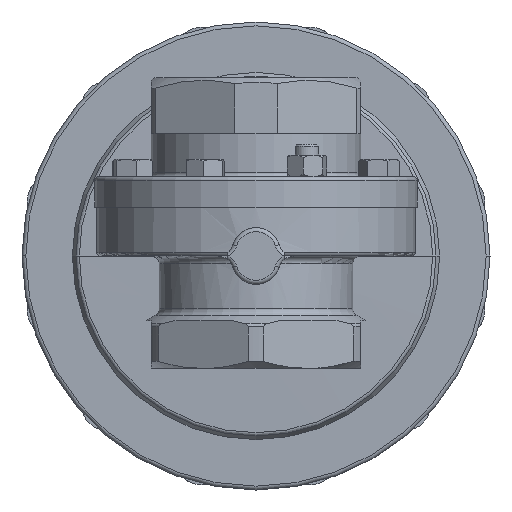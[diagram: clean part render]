
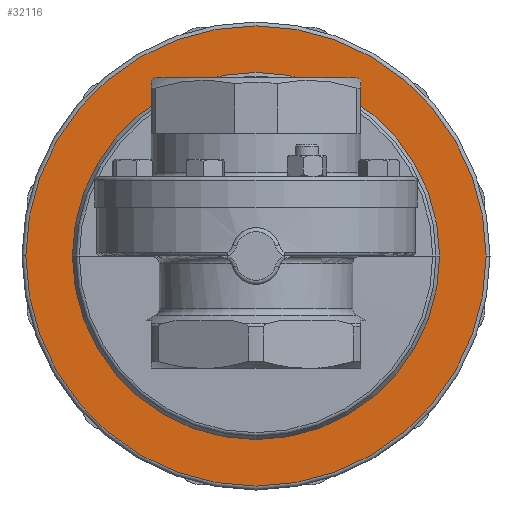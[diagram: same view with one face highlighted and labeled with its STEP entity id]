
A CAD part, front view. The second image highlights one B-rep face of the part: STEP entity #32116.
In plain terms, the highlighted planar face has unit normal (0, -1, 0).
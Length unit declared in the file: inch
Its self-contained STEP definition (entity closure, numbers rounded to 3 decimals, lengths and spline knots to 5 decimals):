
#293 = EDGE_CURVE ( 'NONE', #2392, #28149, #18638, .T. ) ;
#330 = AXIS2_PLACEMENT_3D ( 'NONE', #31773, #15890, #18635 ) ;
#2392 = VERTEX_POINT ( 'NONE', #26127 ) ;
#3283 = ORIENTED_EDGE ( 'NONE', *, *, #20679, .F. ) ;
#4348 = EDGE_LOOP ( 'NONE', ( #13322, #3283 ) ) ;
#7792 = CARTESIAN_POINT ( 'NONE',  ( 2.8435, 2.65, 0. ) ) ;
#10904 = ORIENTED_EDGE ( 'NONE', *, *, #11252, .T. ) ;
#11252 = EDGE_CURVE ( 'NONE', #28149, #2392, #17548, .T. ) ;
#11757 = CARTESIAN_POINT ( 'NONE',  ( 0., 2.65, 0. ) ) ;
#12278 = PLANE ( 'NONE',  #19230 ) ;
#12397 = DIRECTION ( 'NONE',  ( -1., 0., 0. ) ) ;
#13032 = AXIS2_PLACEMENT_3D ( 'NONE', #28085, #33699, #31070 ) ;
#13322 = ORIENTED_EDGE ( 'NONE', *, *, #25756, .F. ) ;
#14478 = VERTEX_POINT ( 'NONE', #25089 ) ;
#15012 = CARTESIAN_POINT ( 'NONE',  ( 0., 2.65, -2.8435 ) ) ;
#15295 = DIRECTION ( 'NONE',  ( 0., -1., 0. ) ) ;
#15890 = DIRECTION ( 'NONE',  ( 0., -1., 0. ) ) ;
#16828 = ORIENTED_EDGE ( 'NONE', *, *, #293, .T. ) ;
#17548 = CIRCLE ( 'NONE', #13032, 3.565 ) ;
#18635 = DIRECTION ( 'NONE',  ( -1., 0., 0. ) ) ;
#18638 = CIRCLE ( 'NONE', #330, 3.565 ) ;
#18860 = DIRECTION ( 'NONE',  ( -1., 0., 0. ) ) ;
#19230 = AXIS2_PLACEMENT_3D ( 'NONE', #15012, #27900, #12397 ) ;
#20679 = EDGE_CURVE ( 'NONE', #14478, #28516, #29146, .T. ) ;
#22117 = FACE_OUTER_BOUND ( 'NONE', #30527, .T. ) ;
#24479 = AXIS2_PLACEMENT_3D ( 'NONE', #27067, #31774, #18860 ) ;
#25074 = CARTESIAN_POINT ( 'NONE',  ( 3.565, 2.65, 0. ) ) ;
#25089 = CARTESIAN_POINT ( 'NONE',  ( -2.8435, 2.65, 0. ) ) ;
#25756 = EDGE_CURVE ( 'NONE', #28516, #14478, #33038, .T. ) ;
#26127 = CARTESIAN_POINT ( 'NONE',  ( -3.565, 2.65, 0. ) ) ;
#27067 = CARTESIAN_POINT ( 'NONE',  ( 0., 2.65, 0. ) ) ;
#27900 = DIRECTION ( 'NONE',  ( 0., -1., 0. ) ) ;
#28085 = CARTESIAN_POINT ( 'NONE',  ( 0., 2.65, 0. ) ) ;
#28149 = VERTEX_POINT ( 'NONE', #25074 ) ;
#28516 = VERTEX_POINT ( 'NONE', #7792 ) ;
#29146 = CIRCLE ( 'NONE', #31664, 2.8435 ) ;
#30527 = EDGE_LOOP ( 'NONE', ( #16828, #10904 ) ) ;
#31070 = DIRECTION ( 'NONE',  ( -1., 0., 0. ) ) ;
#31664 = AXIS2_PLACEMENT_3D ( 'NONE', #11757, #15295, #33564 ) ;
#31773 = CARTESIAN_POINT ( 'NONE',  ( 0., 2.65, 0. ) ) ;
#31774 = DIRECTION ( 'NONE',  ( 0., -1., 0. ) ) ;
#31944 = FACE_BOUND ( 'NONE', #4348, .T. ) ;
#32116 = ADVANCED_FACE ( 'NONE', ( #22117, #31944 ), #12278, .T. ) ;
#33038 = CIRCLE ( 'NONE', #24479, 2.8435 ) ;
#33564 = DIRECTION ( 'NONE',  ( -1., 0., 0. ) ) ;
#33699 = DIRECTION ( 'NONE',  ( 0., -1., 0. ) ) ;
